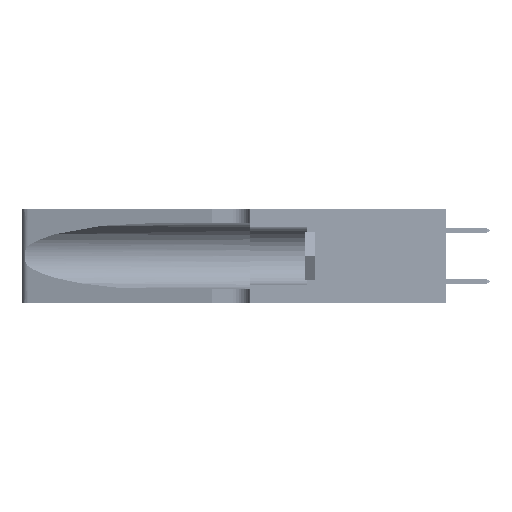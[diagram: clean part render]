
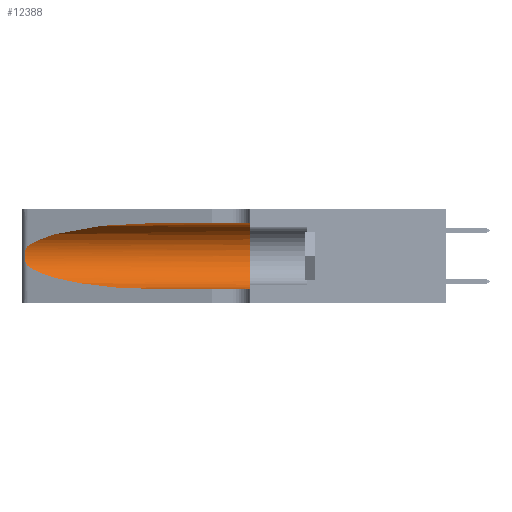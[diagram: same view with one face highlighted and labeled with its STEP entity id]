
A CAD part, left-side view. The second image highlights one B-rep face of the part: STEP entity #12388.
In plain terms, the highlighted cylindrical face has radius 3.308 mm (diameter 6.617 mm), a partial arc.
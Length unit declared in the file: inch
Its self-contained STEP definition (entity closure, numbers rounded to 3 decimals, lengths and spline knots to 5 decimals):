
#97 = DIRECTION ( 'NONE',  ( 0., 1., 0. ) ) ;
#660 = B_SPLINE_CURVE_WITH_KNOTS ( 'NONE', 3,
 ( #30842, #19092, #11187, #30675, #42912, #46711, #7069, #23050, #34970, #34634, #19961, #11695, #8256, #39983 ),
 .UNSPECIFIED., .F., .F.,
 ( 4, 2, 2, 2, 2, 2, 4 ),
 ( 0., 0.00027, 0.00053, 0.00107, 0.0016, 0.00187, 0.00214 ),
 .UNSPECIFIED. ) ;
#1104 = EDGE_CURVE ( 'NONE', #44511, #9992, #41088, .T. ) ;
#1425 = CARTESIAN_POINT ( 'NONE',  ( 0.25487, 1.22718, 0.22369 ) ) ;
#4352 = CARTESIAN_POINT ( 'NONE',  ( 0.1305, 0.72297, 0.05475 ) ) ;
#4826 = AXIS2_PLACEMENT_3D ( 'NONE', #8115, #47771, #35525 ) ;
#5163 = EDGE_CURVE ( 'NONE', #13864, #41276, #46440, .T. ) ;
#6713 = DIRECTION ( 'NONE',  ( 0., -1., 0. ) ) ;
#7069 = CARTESIAN_POINT ( 'NONE',  ( 0.26075, 1.23896, 0.19203 ) ) ;
#7480 = DIRECTION ( 'NONE',  ( 0., 0., 1. ) ) ;
#7780 = ORIENTED_EDGE ( 'NONE', *, *, #14308, .F. ) ;
#8115 = CARTESIAN_POINT ( 'NONE',  ( 0.1305, 1.61858, 0.185 ) ) ;
#8256 = CARTESIAN_POINT ( 'NONE',  ( 0.25555, 1.22993, 0.14849 ) ) ;
#8336 = EDGE_LOOP ( 'NONE', ( #39298, #45275, #31807, #24207, #14442, #7780 ) ) ;
#9992 = VERTEX_POINT ( 'NONE', #17457 ) ;
#11072 = AXIS2_PLACEMENT_3D ( 'NONE', #11772, #97, #7480 ) ;
#11187 = CARTESIAN_POINT ( 'NONE',  ( 0.25639, 1.23184, 0.21858 ) ) ;
#11437 = EDGE_CURVE ( 'NONE', #9992, #22250, #16020, .T. ) ;
#11695 = CARTESIAN_POINT ( 'NONE',  ( 0.25639, 1.23186, 0.15144 ) ) ;
#11772 = CARTESIAN_POINT ( 'NONE',  ( 0.1305, 0.35, 0.185 ) ) ;
#12388 = ADVANCED_FACE ( 'NONE', ( #38211 ), #17220, .F. ) ;
#13864 = VERTEX_POINT ( 'NONE', #24464 ) ;
#14273 = CARTESIAN_POINT ( 'NONE',  ( 0.1305, 0.35, 0.31525 ) ) ;
#14308 = EDGE_CURVE ( 'NONE', #13864, #27894, #37381, .T. ) ;
#14442 = ORIENTED_EDGE ( 'NONE', *, *, #38350, .F. ) ;
#16020 = LINE ( 'NONE', #33567, #17250 ) ;
#16231 = CARTESIAN_POINT ( 'NONE',  ( 0.2373, 1.15595, 0.08982 ) ) ;
#16714 = CARTESIAN_POINT ( 'NONE',  ( 0.18966, 0.96281, 0.31525 ) ) ;
#17220 = CYLINDRICAL_SURFACE ( 'NONE', #4826, 0.13025 ) ;
#17250 = VECTOR ( 'NONE', #41327, 39.37008 ) ;
#17457 = CARTESIAN_POINT ( 'NONE',  ( 0.1305, 0.72297, 0.05475 ) ) ;
#19092 = CARTESIAN_POINT ( 'NONE',  ( 0.25555, 1.22994, 0.2215 ) ) ;
#19961 = CARTESIAN_POINT ( 'NONE',  ( 0.25789, 1.23486, 0.15765 ) ) ;
#20351 = CARTESIAN_POINT ( 'NONE',  ( 0.18966, 0.96281, 0.05475 ) ) ;
#22250 = VERTEX_POINT ( 'NONE', #25896 ) ;
#23050 = CARTESIAN_POINT ( 'NONE',  ( 0.26075, 1.23896, 0.178 ) ) ;
#24207 = ORIENTED_EDGE ( 'NONE', *, *, #11437, .T. ) ;
#24464 = CARTESIAN_POINT ( 'NONE',  ( 0.1305, 0.72297, 0.31525 ) ) ;
#25896 = CARTESIAN_POINT ( 'NONE',  ( 0.1305, 0.35, 0.05475 ) ) ;
#27894 = VERTEX_POINT ( 'NONE', #14273 ) ;
#30675 = CARTESIAN_POINT ( 'NONE',  ( 0.25787, 1.23484, 0.2124 ) ) ;
#30842 = CARTESIAN_POINT ( 'NONE',  ( 0.25487, 1.22718, 0.22369 ) ) ;
#31807 = ORIENTED_EDGE ( 'NONE', *, *, #1104, .T. ) ;
#32877 = CIRCLE ( 'NONE', #11072, 0.13025 ) ;
#33097 = CARTESIAN_POINT ( 'NONE',  ( 0.25487, 1.22718, 0.22369 ) ) ;
#33567 = CARTESIAN_POINT ( 'NONE',  ( 0.1305, 1.61858, 0.05475 ) ) ;
#34634 = CARTESIAN_POINT ( 'NONE',  ( 0.25856, 1.23593, 0.16098 ) ) ;
#34970 = CARTESIAN_POINT ( 'NONE',  ( 0.26017, 1.23833, 0.17102 ) ) ;
#35525 = DIRECTION ( 'NONE',  ( 0., 0., -1. ) ) ;
#35690 = EDGE_CURVE ( 'NONE', #41276, #44511, #660, .T. ) ;
#37381 = LINE ( 'NONE', #38601, #39252 ) ;
#38211 = FACE_OUTER_BOUND ( 'NONE', #8336, .T. ) ;
#38350 = EDGE_CURVE ( 'NONE', #27894, #22250, #32877, .T. ) ;
#38601 = CARTESIAN_POINT ( 'NONE',  ( 0.1305, 1.61858, 0.31525 ) ) ;
#39252 = VECTOR ( 'NONE', #6713, 39.37008 ) ;
#39298 = ORIENTED_EDGE ( 'NONE', *, *, #5163, .T. ) ;
#39983 = CARTESIAN_POINT ( 'NONE',  ( 0.25487, 1.22718, 0.14631 ) ) ;
#41088 =( BOUNDED_CURVE ( )  B_SPLINE_CURVE ( 3, ( #48120, #16231, #20351, #4352 ),
 .UNSPECIFIED., .F., .T. ) 
 B_SPLINE_CURVE_WITH_KNOTS ( ( 4, 4 ),
 ( 3.44316, 4.71239 ),
 .UNSPECIFIED. ) 
 CURVE ( )  GEOMETRIC_REPRESENTATION_ITEM ( )  RATIONAL_B_SPLINE_CURVE ( ( 1., 0.87, 0.87, 1. ) ) 
 REPRESENTATION_ITEM ( '' )  );
#41276 = VERTEX_POINT ( 'NONE', #1425 ) ;
#41327 = DIRECTION ( 'NONE',  ( 0., -1., 0. ) ) ;
#42912 = CARTESIAN_POINT ( 'NONE',  ( 0.25854, 1.2359, 0.20912 ) ) ;
#43782 = CARTESIAN_POINT ( 'NONE',  ( 0.25487, 1.22718, 0.14631 ) ) ;
#44511 = VERTEX_POINT ( 'NONE', #43782 ) ;
#45275 = ORIENTED_EDGE ( 'NONE', *, *, #35690, .T. ) ;
#46440 =( BOUNDED_CURVE ( )  B_SPLINE_CURVE ( 3, ( #48955, #16714, #48438, #33097 ),
 .UNSPECIFIED., .F., .F. ) 
 B_SPLINE_CURVE_WITH_KNOTS ( ( 4, 4 ),
 ( 1.5708, 2.84003 ),
 .UNSPECIFIED. ) 
 CURVE ( )  GEOMETRIC_REPRESENTATION_ITEM ( )  RATIONAL_B_SPLINE_CURVE ( ( 1., 0.87, 0.87, 1. ) ) 
 REPRESENTATION_ITEM ( '' )  );
#46711 = CARTESIAN_POINT ( 'NONE',  ( 0.26018, 1.23835, 0.19895 ) ) ;
#47771 = DIRECTION ( 'NONE',  ( 0., -1., 0. ) ) ;
#48120 = CARTESIAN_POINT ( 'NONE',  ( 0.25487, 1.22718, 0.14631 ) ) ;
#48438 = CARTESIAN_POINT ( 'NONE',  ( 0.2373, 1.15595, 0.28018 ) ) ;
#48955 = CARTESIAN_POINT ( 'NONE',  ( 0.1305, 0.72297, 0.31525 ) ) ;
